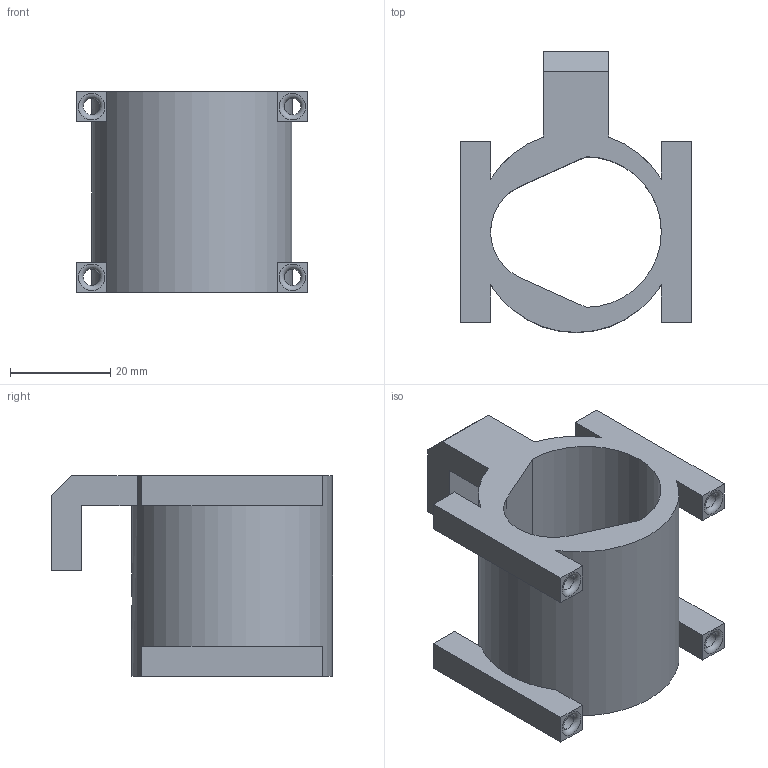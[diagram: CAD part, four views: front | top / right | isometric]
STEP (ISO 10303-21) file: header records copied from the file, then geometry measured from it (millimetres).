
FILE_DESCRIPTION(/* description */ (''),/* implementation_level */ '2;1');
FILE_NAME(/* name */ 'PipetteHolder v2.step',/* time_stamp */ '2025-06-11T13:59:46-06:00',/* author */ (''),/* organization */ (''),/* preprocessor_version */ 'ST-DEVELOPER v20.1',/* originating_system */ 'Autodesk Translation Framework v14.10.0.0',/* authorisation */ '');
FILE_SCHEMA (('AUTOMOTIVE_DESIGN { 1 0 10303 214 3 1 1 }'));
Length unit declared in the file: millimetre
Products named in the file (1): PipetteHolder
Bounding box: 46 x 56 x 40 mm (x, y, z)
Volume: 25613.1 mm3; surface area: 14824.4 mm2
Topology: 1 solids, 1 shells, 51 faces, 145 edges, 98 vertices
Faces by surface type: plane 35, cylinder 12, torus 4
Full cylindrical faces by diameter (mm): 3.2 x1, 3.3 x4, 40 x1
Entity records: 1956 total; most frequent: CARTESIAN_POINT 544, ORIENTED_EDGE 290, DIRECTION 277, EDGE_CURVE 145, LINE 99, VECTOR 99, VERTEX_POINT 98, AXIS2_PLACEMENT_3D 89
